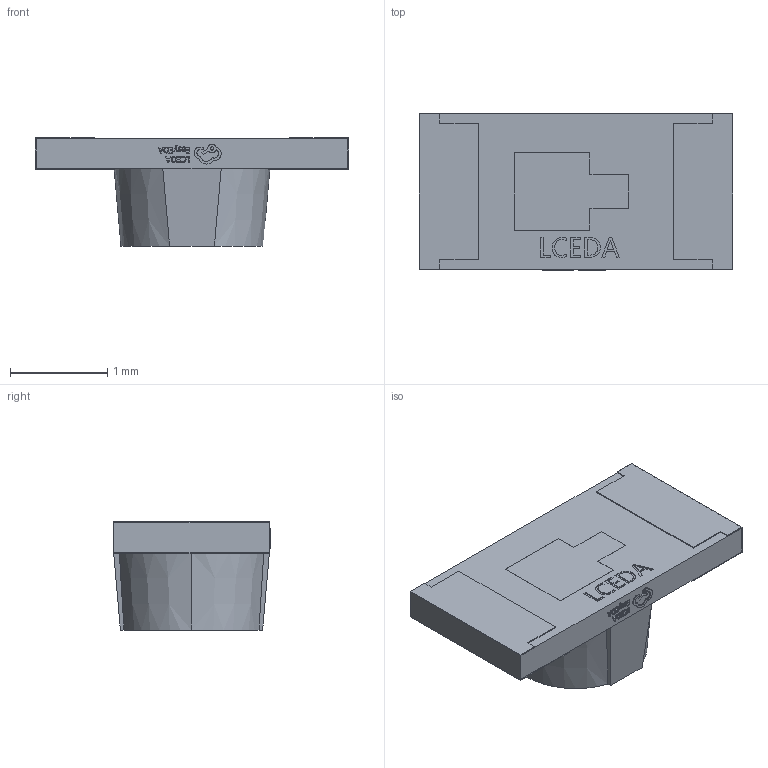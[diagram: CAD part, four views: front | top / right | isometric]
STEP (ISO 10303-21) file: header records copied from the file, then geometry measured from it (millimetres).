
FILE_DESCRIPTION (( 'STEP AP214' ), '1' );
FILE_NAME ('LED-SMD_L3.2-W1.6-RD-EH_RED.step', '2022-07-08T12:44:23', ( '' ), ( '' ), 'SwSTEP 2.0', 'SolidWorks 2020', '' );
FILE_SCHEMA (( 'AUTOMOTIVE_DESIGN' ));
Length unit declared in the file: millimetre
Products named in the file (1): LED-SMD_L3.2-W1.6-RD-EH_RED
Bounding box: 3.22 x 1.61 x 1.11 mm (x, y, z)
Volume: 3.1 mm3; surface area: 27.2 mm2
Topology: 3 solids, 3 shells, 345 faces, 932 edges, 620 vertices
Faces by surface type: plane 230, bspline 112, cone 3
Entity records: 15719 total; most frequent: CARTESIAN_POINT 4014, ORIENTED_EDGE 1864, DIRECTION 1174, EDGE_CURVE 932, VECTOR 694, LINE 694, VERTEX_POINT 620, EDGE_LOOP 372
